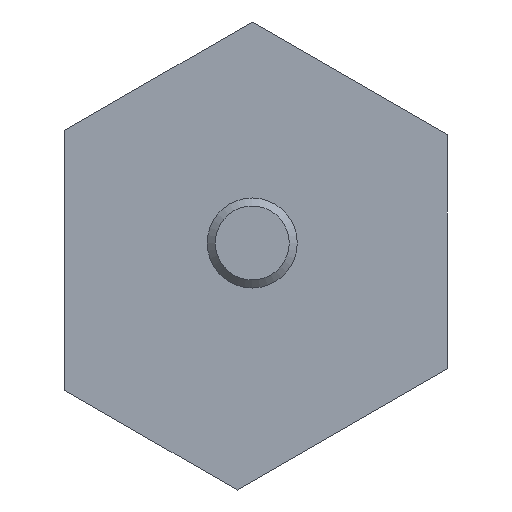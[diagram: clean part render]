
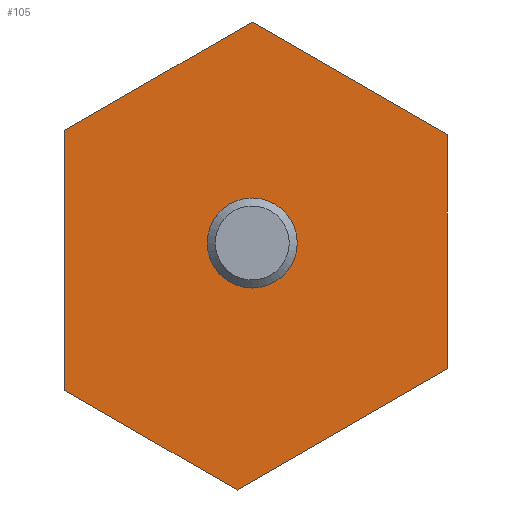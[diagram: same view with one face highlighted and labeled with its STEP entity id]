
A CAD part, front view. The second image highlights one B-rep face of the part: STEP entity #105.
In plain terms, the highlighted planar face has unit normal (0, -1, 0).
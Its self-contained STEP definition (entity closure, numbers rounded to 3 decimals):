
#105 = ADVANCED_FACE( '', ( #281, #282 ), #283, .F. );
#281 = FACE_BOUND( '', #542, .T. );
#282 = FACE_OUTER_BOUND( '', #543, .T. );
#283 = PLANE( '', #544 );
#542 = EDGE_LOOP( '', ( #802 ) );
#543 = EDGE_LOOP( '', ( #803, #804, #805, #806, #807, #808 ) );
#544 = AXIS2_PLACEMENT_3D( '', #809, #810, #811 );
#802 = ORIENTED_EDGE( '', *, *, #1491, .F. );
#803 = ORIENTED_EDGE( '', *, *, #1492, .F. );
#804 = ORIENTED_EDGE( '', *, *, #1493, .F. );
#805 = ORIENTED_EDGE( '', *, *, #1494, .F. );
#806 = ORIENTED_EDGE( '', *, *, #1495, .F. );
#807 = ORIENTED_EDGE( '', *, *, #1496, .F. );
#808 = ORIENTED_EDGE( '', *, *, #1497, .F. );
#809 = CARTESIAN_POINT( '', ( 0., 0., 0. ) );
#810 = DIRECTION( '', ( 0., 1., 0. ) );
#811 = DIRECTION( '', ( 0., 0., 1. ) );
#1491 = EDGE_CURVE( '', #1762, #1762, #1763, .F. );
#1492 = EDGE_CURVE( '', #1764, #1765, #1766, .T. );
#1493 = EDGE_CURVE( '', #1767, #1764, #1768, .T. );
#1494 = EDGE_CURVE( '', #1769, #1767, #1770, .T. );
#1495 = EDGE_CURVE( '', #1771, #1769, #1772, .T. );
#1496 = EDGE_CURVE( '', #1773, #1771, #1774, .T. );
#1497 = EDGE_CURVE( '', #1765, #1773, #1775, .T. );
#1762 = VERTEX_POINT( '', #2161 );
#1763 = CIRCLE( '', #2162, 6. );
#1764 = VERTEX_POINT( '', #2163 );
#1765 = VERTEX_POINT( '', #2164 );
#1766 = LINE( '', #2165, #2166 );
#1767 = VERTEX_POINT( '', #2167 );
#1768 = LINE( '', #2168, #2169 );
#1769 = VERTEX_POINT( '', #2170 );
#1770 = LINE( '', #2171, #2172 );
#1771 = VERTEX_POINT( '', #2173 );
#1772 = LINE( '', #2174, #2175 );
#1773 = VERTEX_POINT( '', #2176 );
#1774 = LINE( '', #2177, #2178 );
#1775 = LINE( '', #2179, #2180 );
#2161 = CARTESIAN_POINT( '', ( 0., 0., 6. ) );
#2162 = AXIS2_PLACEMENT_3D( '', #2726, #2727, #2728 );
#2163 = CARTESIAN_POINT( '', ( -2., 0., -32.909 ) );
#2164 = CARTESIAN_POINT( '', ( -25., 0., -19.63 ) );
#2165 = CARTESIAN_POINT( '', ( -2., 0., -32.909 ) );
#2166 = VECTOR( '', #2729, 1000. );
#2167 = CARTESIAN_POINT( '', ( 26., 0., -16.743 ) );
#2168 = CARTESIAN_POINT( '', ( 26., 0., -16.743 ) );
#2169 = VECTOR( '', #2730, 1000. );
#2170 = CARTESIAN_POINT( '', ( 26., 0., 14.434 ) );
#2171 = CARTESIAN_POINT( '', ( 26., 0., 14.434 ) );
#2172 = VECTOR( '', #2731, 1000. );
#2173 = CARTESIAN_POINT( '', ( 0., 0., 29.445 ) );
#2174 = CARTESIAN_POINT( '', ( 0., 0., 29.445 ) );
#2175 = VECTOR( '', #2732, 1000. );
#2176 = CARTESIAN_POINT( '', ( -25., 0., 15.011 ) );
#2177 = CARTESIAN_POINT( '', ( -25., 0., 15.011 ) );
#2178 = VECTOR( '', #2733, 1000. );
#2179 = CARTESIAN_POINT( '', ( -25., 0., -19.63 ) );
#2180 = VECTOR( '', #2734, 1000. );
#2726 = CARTESIAN_POINT( '', ( 0., 0., 0. ) );
#2727 = DIRECTION( '', ( 0., 1., 0. ) );
#2728 = DIRECTION( '', ( 0., 0., 1. ) );
#2729 = DIRECTION( '', ( -0.866, 0., 0.5 ) );
#2730 = DIRECTION( '', ( -0.866, 0., -0.5 ) );
#2731 = DIRECTION( '', ( 0., 0., -1. ) );
#2732 = DIRECTION( '', ( 0.866, 0., -0.5 ) );
#2733 = DIRECTION( '', ( 0.866, 0., 0.5 ) );
#2734 = DIRECTION( '', ( 0., 0., 1. ) );
